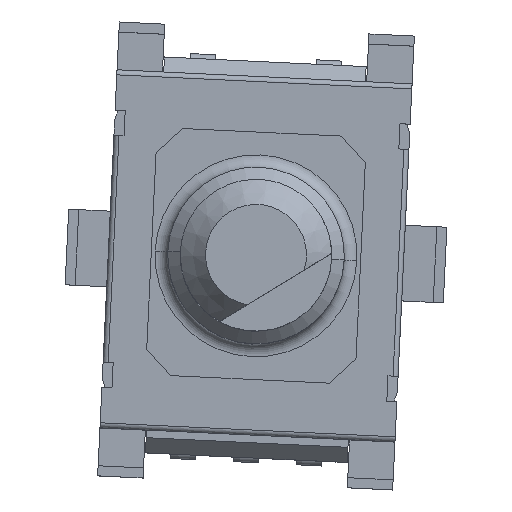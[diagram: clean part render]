
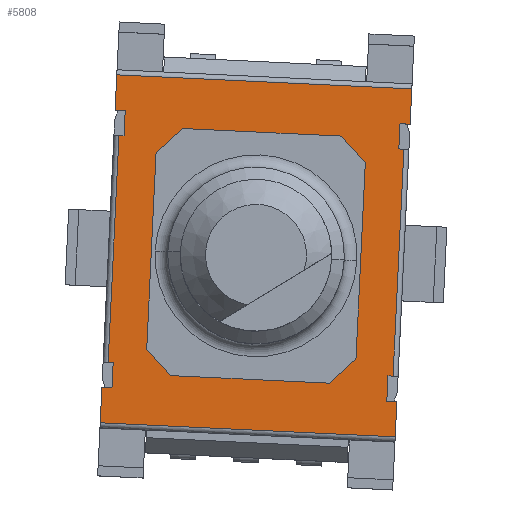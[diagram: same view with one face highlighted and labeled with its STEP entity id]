
A CAD part, top view. The second image highlights one B-rep face of the part: STEP entity #5808.
In plain terms, the highlighted planar face has unit normal (0, 0, 1).
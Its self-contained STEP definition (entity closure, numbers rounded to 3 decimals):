
#18=DIRECTION('',(-0.999,0.048,0.));
#19=VECTOR('',#18,0.4);
#20=CARTESIAN_POINT('',(-2.453,6.285,2.302));
#21=LINE('',#20,#19);
#34=DIRECTION('',(0.048,0.999,0.));
#35=VECTOR('',#34,1.4);
#36=CARTESIAN_POINT('',(8.242,-6.64,2.302));
#37=LINE('',#36,#35);
#38=DIRECTION('',(-0.048,-0.999,0.));
#39=VECTOR('',#38,1.4);
#40=CARTESIAN_POINT('',(-3.377,-4.683,2.302));
#41=LINE('',#40,#39);
#42=DIRECTION('',(-0.048,-0.999,0.));
#43=VECTOR('',#42,1.4);
#44=CARTESIAN_POINT('',(-2.786,7.703,2.302));
#45=LINE('',#44,#43);
#46=DIRECTION('',(0.048,0.999,0.));
#47=VECTOR('',#46,1.4);
#48=CARTESIAN_POINT('',(8.834,5.746,2.302));
#49=LINE('',#48,#47);
#54=DIRECTION('',(-0.048,-0.999,0.));
#55=VECTOR('',#54,9.);
#56=CARTESIAN_POINT('',(8.587,4.757,2.302));
#57=LINE('',#56,#55);
#268=DIRECTION('',(-0.048,-0.999,0.));
#269=VECTOR('',#268,1.);
#270=CARTESIAN_POINT('',(8.435,5.765,2.302));
#271=LINE('',#270,#269);
#280=DIRECTION('',(-0.999,0.048,0.));
#281=VECTOR('',#280,0.4);
#282=CARTESIAN_POINT('',(8.834,5.746,2.302));
#283=LINE('',#282,#281);
#323=DIRECTION('',(0.999,-0.048,0.));
#324=VECTOR('',#323,11.7);
#325=CARTESIAN_POINT('',(-2.786,7.703,2.302));
#326=LINE('',#325,#324);
#1567=DIRECTION('',(0.999,-0.048,0.));
#1568=VECTOR('',#1567,0.4);
#1569=CARTESIAN_POINT('',(-3.377,-4.683,
2.302));
#1570=LINE('',#1569,#1568);
#1610=DIRECTION('',(-0.999,0.048,0.));
#1611=VECTOR('',#1610,11.7);
#1612=CARTESIAN_POINT('',(8.242,-6.64,2.302));
#1613=LINE('',#1612,#1611);
#1637=DIRECTION('',(0.999,-0.048,0.));
#1638=VECTOR('',#1637,0.4);
#1639=CARTESIAN_POINT('',(7.91,-5.222,2.302));
#1640=LINE('',#1639,#1638);
#1653=DIRECTION('',(-0.048,-0.999,0.));
#1654=VECTOR('',#1653,1.);
#1655=CARTESIAN_POINT('',(7.957,-4.223,2.302));
#1656=LINE('',#1655,#1654);
#1669=DIRECTION('',(-0.999,0.048,0.));
#1670=VECTOR('',#1669,0.2);
#1671=CARTESIAN_POINT('',(8.157,-4.233,2.302));
#1672=LINE('',#1671,#1670);
#3609=DIRECTION('',(0.048,0.999,0.));
#3610=VECTOR('',#3609,1.);
#3611=CARTESIAN_POINT('',(-2.978,-4.702,
2.302));
#3612=LINE('',#3611,#3610);
#3630=DIRECTION('',(-0.999,0.048,0.));
#3631=VECTOR('',#3630,0.2);
#3632=CARTESIAN_POINT('',(-2.93,-3.703,
2.302));
#3633=LINE('',#3632,#3631);
#3638=DIRECTION('',(0.048,0.999,0.));
#3639=VECTOR('',#3638,9.);
#3640=CARTESIAN_POINT('',(-3.13,-3.694,
2.302));
#3641=LINE('',#3640,#3639);
#3646=DIRECTION('',(0.999,-0.048,0.));
#3647=VECTOR('',#3646,0.2);
#3648=CARTESIAN_POINT('',(-2.7,5.296,2.302));
#3649=LINE('',#3648,#3647);
#3659=DIRECTION('',(0.048,0.999,0.));
#3660=VECTOR('',#3659,1.);
#3661=CARTESIAN_POINT('',(-2.501,5.287,2.302));
#3662=LINE('',#3661,#3660);
#3912=DIRECTION('',(0.999,-0.048,0.));
#3913=VECTOR('',#3912,0.2);
#3914=CARTESIAN_POINT('',(8.387,4.766,2.302));
#3915=LINE('',#3914,#3913);
#3916=DIRECTION('',(-0.673,0.74,0.));
#3917=VECTOR('',#3916,1.414);
#3918=CARTESIAN_POINT('',(7.06,4.229,2.302));
#3919=LINE('',#3918,#3917);
#3920=DIRECTION('',(0.048,0.999,0.));
#3921=VECTOR('',#3920,7.8);
#3922=CARTESIAN_POINT('',(6.688,-3.562,2.302));
#3923=LINE('',#3922,#3921);
#3924=DIRECTION('',(0.74,0.673,0.));
#3925=VECTOR('',#3924,1.414);
#3926=CARTESIAN_POINT('',(5.641,-4.513,2.302));
#3927=LINE('',#3926,#3925);
#3928=DIRECTION('',(0.999,-0.048,0.));
#3929=VECTOR('',#3928,6.3);
#3930=CARTESIAN_POINT('',(-0.652,-4.212,
2.302));
#3931=LINE('',#3930,#3929);
#3932=DIRECTION('',(0.673,-0.74,0.));
#3933=VECTOR('',#3932,1.414);
#3934=CARTESIAN_POINT('',(-1.603,-3.166,
2.302));
#3935=LINE('',#3934,#3933);
#3936=DIRECTION('',(-0.048,-0.999,0.));
#3937=VECTOR('',#3936,7.8);
#3938=CARTESIAN_POINT('',(-1.231,4.625,2.302));
#3939=LINE('',#3938,#3937);
#3940=DIRECTION('',(-0.74,-0.673,0.));
#3941=VECTOR('',#3940,1.414);
#3942=CARTESIAN_POINT('',(-0.184,5.576,
2.302));
#3943=LINE('',#3942,#3941);
#3944=DIRECTION('',(-0.999,0.048,0.));
#3945=VECTOR('',#3944,6.3);
#3946=CARTESIAN_POINT('',(6.109,5.276,2.302));
#3947=LINE('',#3946,#3945);
#5503=CARTESIAN_POINT('',(8.157,-4.233,2.302));
#5504=VERTEX_POINT('',#5503);
#5505=CARTESIAN_POINT('',(7.957,-4.223,2.302));
#5506=VERTEX_POINT('',#5505);
#5507=CARTESIAN_POINT('',(7.91,-5.222,2.302));
#5508=VERTEX_POINT('',#5507);
#5509=CARTESIAN_POINT('',(8.309,-5.241,2.302));
#5510=VERTEX_POINT('',#5509);
#5511=CARTESIAN_POINT('',(8.242,-6.64,2.302));
#5512=VERTEX_POINT('',#5511);
#5513=CARTESIAN_POINT('',(-3.444,-6.081,
2.302));
#5514=VERTEX_POINT('',#5513);
#5515=CARTESIAN_POINT('',(-3.377,-4.683,
2.302));
#5516=VERTEX_POINT('',#5515);
#5517=CARTESIAN_POINT('',(-2.978,-4.702,
2.302));
#5518=VERTEX_POINT('',#5517);
#5519=CARTESIAN_POINT('',(-2.93,-3.703,
2.302));
#5520=VERTEX_POINT('',#5519);
#5521=CARTESIAN_POINT('',(-3.13,-3.694,
2.302));
#5522=VERTEX_POINT('',#5521);
#5523=CARTESIAN_POINT('',(-2.7,5.296,2.302));
#5524=VERTEX_POINT('',#5523);
#5525=CARTESIAN_POINT('',(-2.501,5.287,2.302));
#5526=VERTEX_POINT('',#5525);
#5527=CARTESIAN_POINT('',(-2.453,6.285,2.302));
#5528=VERTEX_POINT('',#5527);
#5529=CARTESIAN_POINT('',(-2.853,6.305,2.302));
#5530=VERTEX_POINT('',#5529);
#5531=CARTESIAN_POINT('',(-2.786,7.703,2.302));
#5532=VERTEX_POINT('',#5531);
#5533=CARTESIAN_POINT('',(8.901,7.145,2.302));
#5534=VERTEX_POINT('',#5533);
#5535=CARTESIAN_POINT('',(8.834,5.746,2.302));
#5536=VERTEX_POINT('',#5535);
#5537=CARTESIAN_POINT('',(8.435,5.765,2.302));
#5538=VERTEX_POINT('',#5537);
#5539=CARTESIAN_POINT('',(8.387,4.766,2.302));
#5540=VERTEX_POINT('',#5539);
#5541=CARTESIAN_POINT('',(8.587,4.757,2.302));
#5542=VERTEX_POINT('',#5541);
#5543=CARTESIAN_POINT('',(-1.231,4.625,2.302));
#5544=CARTESIAN_POINT('',(-1.603,-3.166,
2.302));
#5545=VERTEX_POINT('',#5543);
#5546=VERTEX_POINT('',#5544);
#5547=CARTESIAN_POINT('',(-0.184,5.576,
2.302));
#5548=VERTEX_POINT('',#5547);
#5549=CARTESIAN_POINT('',(6.109,5.276,2.302));
#5550=VERTEX_POINT('',#5549);
#5551=CARTESIAN_POINT('',(7.06,4.229,2.302));
#5552=VERTEX_POINT('',#5551);
#5553=CARTESIAN_POINT('',(6.688,-3.562,2.302));
#5554=VERTEX_POINT('',#5553);
#5555=CARTESIAN_POINT('',(5.641,-4.513,2.302));
#5556=VERTEX_POINT('',#5555);
#5557=CARTESIAN_POINT('',(-0.652,-4.212,
2.302));
#5558=VERTEX_POINT('',#5557);
#5744=CARTESIAN_POINT('',(2.517,-3.888,2.302));
#5745=DIRECTION('',(0.,0.,1.));
#5746=DIRECTION('',(0.999,-0.048,0.));
#5747=AXIS2_PLACEMENT_3D('',#5744,#5745,#5746);
#5748=PLANE('',#5747);
#5750=ORIENTED_EDGE('',*,*,#5749,.T.);
#5752=ORIENTED_EDGE('',*,*,#5751,.T.);
#5754=ORIENTED_EDGE('',*,*,#5753,.T.);
#5756=ORIENTED_EDGE('',*,*,#5755,.T.);
#5758=ORIENTED_EDGE('',*,*,#5757,.F.);
#5760=ORIENTED_EDGE('',*,*,#5759,.T.);
#5762=ORIENTED_EDGE('',*,*,#5761,.F.);
#5764=ORIENTED_EDGE('',*,*,#5763,.T.);
#5766=ORIENTED_EDGE('',*,*,#5765,.T.);
#5768=ORIENTED_EDGE('',*,*,#5767,.T.);
#5770=ORIENTED_EDGE('',*,*,#5769,.T.);
#5772=ORIENTED_EDGE('',*,*,#5771,.T.);
#5774=ORIENTED_EDGE('',*,*,#5773,.T.);
#5775=ORIENTED_EDGE('',*,*,#5732,.T.);
#5777=ORIENTED_EDGE('',*,*,#5776,.F.);
#5779=ORIENTED_EDGE('',*,*,#5778,.T.);
#5781=ORIENTED_EDGE('',*,*,#5780,.F.);
#5783=ORIENTED_EDGE('',*,*,#5782,.T.);
#5785=ORIENTED_EDGE('',*,*,#5784,.T.);
#5787=ORIENTED_EDGE('',*,*,#5786,.T.);
#5788=EDGE_LOOP('',(#5750,#5752,#5754,#5756,#5758,#5760,#5762,#5764,#5766,#5768,
#5770,#5772,#5774,#5775,#5777,#5779,#5781,#5783,#5785,#5787));
#5789=FACE_OUTER_BOUND('',#5788,.F.);
#5791=ORIENTED_EDGE('',*,*,#5790,.T.);
#5793=ORIENTED_EDGE('',*,*,#5792,.T.);
#5795=ORIENTED_EDGE('',*,*,#5794,.T.);
#5797=ORIENTED_EDGE('',*,*,#5796,.T.);
#5799=ORIENTED_EDGE('',*,*,#5798,.T.);
#5801=ORIENTED_EDGE('',*,*,#5800,.T.);
#5803=ORIENTED_EDGE('',*,*,#5802,.T.);
#5805=ORIENTED_EDGE('',*,*,#5804,.T.);
#5806=EDGE_LOOP('',(#5791,#5793,#5795,#5797,#5799,#5801,#5803,#5805));
#5807=FACE_BOUND('',#5806,.F.);
#5808=ADVANCED_FACE('',(#5789,#5807),#5748,.T.);
#5732=EDGE_CURVE('',#5528,#5530,#21,.T.);
#5749=EDGE_CURVE('',#5542,#5504,#57,.T.);
#5751=EDGE_CURVE('',#5504,#5506,#1672,.T.);
#5753=EDGE_CURVE('',#5506,#5508,#1656,.T.);
#5755=EDGE_CURVE('',#5508,#5510,#1640,.T.);
#5757=EDGE_CURVE('',#5512,#5510,#37,.T.);
#5759=EDGE_CURVE('',#5512,#5514,#1613,.T.);
#5761=EDGE_CURVE('',#5516,#5514,#41,.T.);
#5763=EDGE_CURVE('',#5516,#5518,#1570,.T.);
#5765=EDGE_CURVE('',#5518,#5520,#3612,.T.);
#5767=EDGE_CURVE('',#5520,#5522,#3633,.T.);
#5769=EDGE_CURVE('',#5522,#5524,#3641,.T.);
#5771=EDGE_CURVE('',#5524,#5526,#3649,.T.);
#5773=EDGE_CURVE('',#5526,#5528,#3662,.T.);
#5776=EDGE_CURVE('',#5532,#5530,#45,.T.);
#5778=EDGE_CURVE('',#5532,#5534,#326,.T.);
#5780=EDGE_CURVE('',#5536,#5534,#49,.T.);
#5782=EDGE_CURVE('',#5536,#5538,#283,.T.);
#5784=EDGE_CURVE('',#5538,#5540,#271,.T.);
#5786=EDGE_CURVE('',#5540,#5542,#3915,.T.);
#5790=EDGE_CURVE('',#5545,#5546,#3939,.T.);
#5792=EDGE_CURVE('',#5546,#5558,#3935,.T.);
#5794=EDGE_CURVE('',#5558,#5556,#3931,.T.);
#5796=EDGE_CURVE('',#5556,#5554,#3927,.T.);
#5798=EDGE_CURVE('',#5554,#5552,#3923,.T.);
#5800=EDGE_CURVE('',#5552,#5550,#3919,.T.);
#5802=EDGE_CURVE('',#5550,#5548,#3947,.T.);
#5804=EDGE_CURVE('',#5548,#5545,#3943,.T.);
